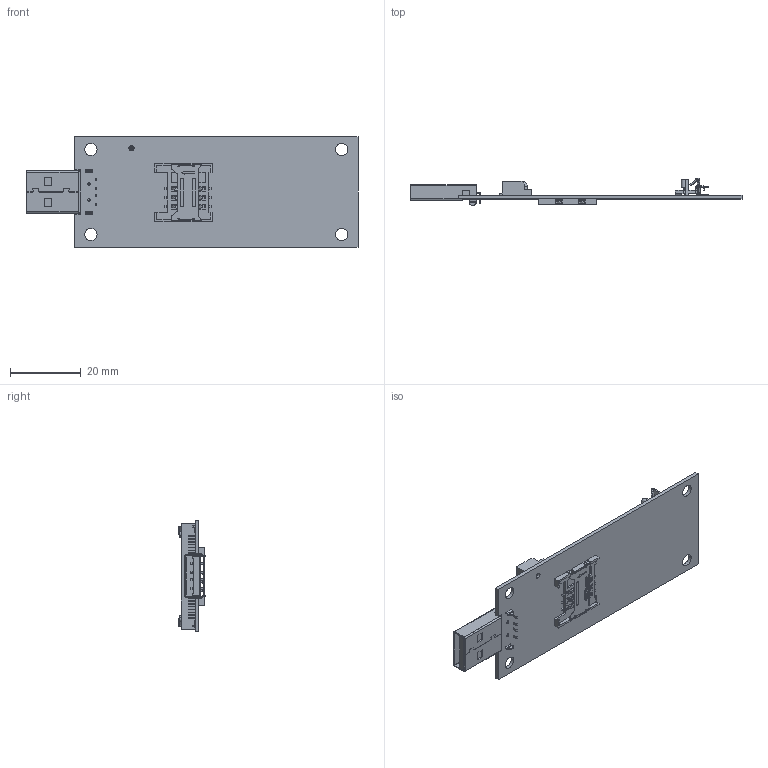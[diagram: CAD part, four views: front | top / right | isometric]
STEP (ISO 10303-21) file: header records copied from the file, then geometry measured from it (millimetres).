
FILE_DESCRIPTION((''),'2;1');
FILE_NAME('MPCIE-USB_ASM','2020-12-09T',('lina'),(''),'PRO/ENGINEER BY PARAMETRIC TECHNOLOGY CORPORATION, 2010280','PRO/ENGINEER BY PARAMETRIC TECHNOLOGY CORPORATION, 2010280','');
FILE_SCHEMA(('AUTOMOTIVE_DESIGN { 1 2 10303 214 0 1 1 1 }'));
Products named in the file (6): MPCIE-USB; C-1775861-2-G-3D; C-1717832-3-B-3D; SMNT06-A0-0150; 480370001; MPCIE-USB_ASM
Assembly tree (5 placements, depth 2):
  MPCIE-USB_ASM
    MPCIE-USB
    C-1775861-2-G-3D
    C-1717832-3-B-3D
    SMNT06-A0-0150
    480370001
Bounding box: 94.1 x 7.7 x 31.3 mm (x, y, z)
Volume: 4017.1 mm3; surface area: 9319.6 mm2
Topology: 5 solids, 5 shells, 2229 faces, 6440 edges, 4233 vertices
Faces by surface type: plane 1447, cylinder 722, bspline 32, cone 15, extrusion 12, torus 1
Entity records: 89282 total; most frequent: CARTESIAN_POINT 14865, ORIENTED_EDGE 12880, DIRECTION 12229, EDGE_CURVE 6440, VECTOR 4851, LINE 4839, VERTEX_POINT 4233, PRESENTATION_STYLE_ASSIGNMENT 3946
